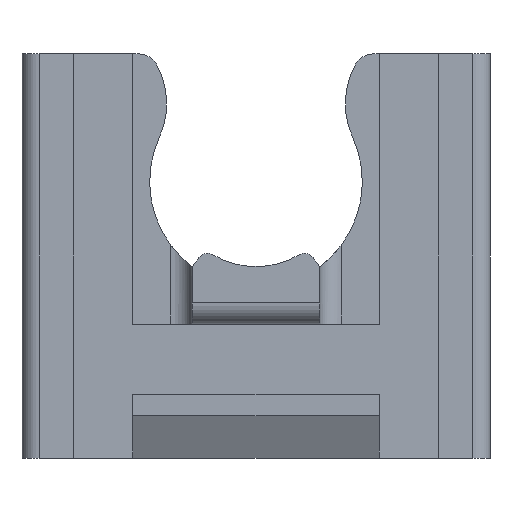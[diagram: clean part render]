
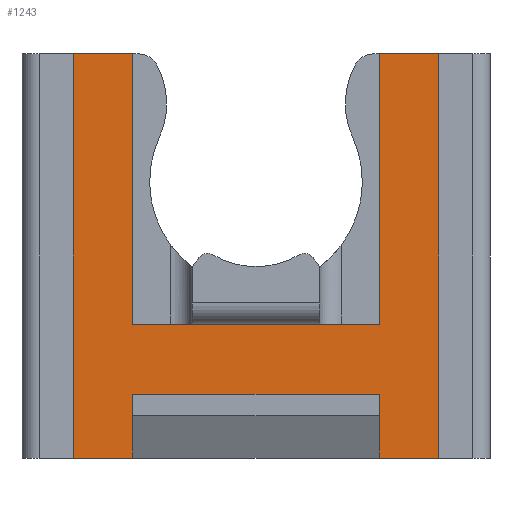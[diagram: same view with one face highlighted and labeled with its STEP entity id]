
A CAD part, front view. The second image highlights one B-rep face of the part: STEP entity #1243.
In plain terms, the highlighted planar face has unit normal (0, -1, 0).
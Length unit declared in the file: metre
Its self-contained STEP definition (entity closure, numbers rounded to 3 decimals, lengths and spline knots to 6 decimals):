
#48=LINE('',#1811,#188);
#71=LINE('',#1877,#211);
#99=LINE('',#1938,#239);
#101=LINE('',#1942,#241);
#109=LINE('',#1958,#249);
#110=LINE('',#1960,#250);
#114=LINE('',#1967,#254);
#116=LINE('',#1970,#256);
#117=LINE('',#1972,#257);
#119=LINE('',#1976,#259);
#122=LINE('',#1985,#262);
#123=LINE('',#1987,#263);
#188=VECTOR('',#1442,1.);
#211=VECTOR('',#1491,1.);
#239=VECTOR('',#1537,1.);
#241=VECTOR('',#1539,1.);
#249=VECTOR('',#1557,1.);
#250=VECTOR('',#1560,1.);
#254=VECTOR('',#1566,1.);
#256=VECTOR('',#1570,1.);
#257=VECTOR('',#1573,1.);
#259=VECTOR('',#1577,1.);
#262=VECTOR('',#1586,1.);
#263=VECTOR('',#1589,1.);
#461=ORIENTED_EDGE('',*,*,#739,.F.);
#462=ORIENTED_EDGE('',*,*,#781,.T.);
#463=ORIENTED_EDGE('',*,*,#771,.T.);
#464=ORIENTED_EDGE('',*,*,#782,.T.);
#465=ORIENTED_EDGE('',*,*,#786,.T.);
#466=ORIENTED_EDGE('',*,*,#788,.T.);
#467=ORIENTED_EDGE('',*,*,#769,.T.);
#468=ORIENTED_EDGE('',*,*,#789,.T.);
#469=ORIENTED_EDGE('',*,*,#706,.F.);
#470=ORIENTED_EDGE('',*,*,#791,.T.);
#471=ORIENTED_EDGE('',*,*,#796,.T.);
#472=ORIENTED_EDGE('',*,*,#797,.T.);
#706=EDGE_CURVE('',#891,#892,#48,.T.);
#739=EDGE_CURVE('',#921,#922,#71,.T.);
#769=EDGE_CURVE('',#946,#945,#99,.T.);
#771=EDGE_CURVE('',#948,#947,#101,.T.);
#781=EDGE_CURVE('',#921,#948,#109,.T.);
#782=EDGE_CURVE('',#947,#951,#110,.T.);
#786=EDGE_CURVE('',#951,#952,#114,.T.);
#788=EDGE_CURVE('',#952,#946,#116,.T.);
#789=EDGE_CURVE('',#945,#892,#117,.T.);
#791=EDGE_CURVE('',#891,#953,#119,.T.);
#796=EDGE_CURVE('',#953,#956,#122,.T.);
#797=EDGE_CURVE('',#956,#922,#123,.T.);
#891=VERTEX_POINT('',#1810);
#892=VERTEX_POINT('',#1812);
#921=VERTEX_POINT('',#1876);
#922=VERTEX_POINT('',#1878);
#945=VERTEX_POINT('',#1937);
#946=VERTEX_POINT('',#1939);
#947=VERTEX_POINT('',#1941);
#948=VERTEX_POINT('',#1943);
#951=VERTEX_POINT('',#1961);
#952=VERTEX_POINT('',#1966);
#953=VERTEX_POINT('',#1975);
#956=VERTEX_POINT('',#1984);
#1060=EDGE_LOOP('',(#461,#462,#463,#464,#465,#466,#467,#468,#469,#470,#471,
#472));
#1128=FACE_BOUND('',#1060,.T.);
#1196=PLANE('',#1346);
#1243=ADVANCED_FACE('',(#1128),#1196,.T.);
#1346=AXIS2_PLACEMENT_3D('',#1988,#1590,#1591);
#1442=DIRECTION('',(1.,0.,0.));
#1491=DIRECTION('',(1.,0.,0.));
#1537=DIRECTION('',(1.,0.,0.));
#1539=DIRECTION('',(1.,0.,0.));
#1557=DIRECTION('',(0.,0.,-1.));
#1560=DIRECTION('',(0.,0.,1.));
#1566=DIRECTION('',(1.,0.,0.));
#1570=DIRECTION('',(0.,0.,-1.));
#1573=DIRECTION('',(0.,0.,1.));
#1577=DIRECTION('',(0.,0.,-1.));
#1586=DIRECTION('',(-1.,0.,0.));
#1589=DIRECTION('',(0.,0.,1.));
#1590=DIRECTION('',(0.,-1.,0.));
#1591=DIRECTION('',(1.,0.,0.));
#1810=CARTESIAN_POINT('',(0.0229,-0.000525,0.0095));
#1811=CARTESIAN_POINT('',(0.02,-0.000525,0.0095));
#1812=CARTESIAN_POINT('',(0.0243,-0.000525,0.0095));
#1876=CARTESIAN_POINT('',(0.0157,-0.000525,0.0095));
#1877=CARTESIAN_POINT('',(0.02,-0.000525,0.0095));
#1878=CARTESIAN_POINT('',(0.0171,-0.000525,0.0095));
#1937=CARTESIAN_POINT('',(0.0243,-0.000525,0.));
#1938=CARTESIAN_POINT('',(0.02,-0.000525,0.));
#1939=CARTESIAN_POINT('',(0.0229,-0.000525,0.));
#1941=CARTESIAN_POINT('',(0.0171,-0.000525,0.));
#1942=CARTESIAN_POINT('',(0.02,-0.000525,0.));
#1943=CARTESIAN_POINT('',(0.0157,-0.000525,0.));
#1958=CARTESIAN_POINT('',(0.0157,-0.000525,0.00475));
#1960=CARTESIAN_POINT('',(0.0171,-0.000525,0.00075));
#1961=CARTESIAN_POINT('',(0.0171,-0.000525,0.0015));
#1966=CARTESIAN_POINT('',(0.0229,-0.000525,0.0015));
#1967=CARTESIAN_POINT('',(0.02,-0.000525,0.0015));
#1970=CARTESIAN_POINT('',(0.0229,-0.000525,0.00075));
#1972=CARTESIAN_POINT('',(0.0243,-0.000525,0.00475));
#1975=CARTESIAN_POINT('',(0.0229,-0.000525,0.00315));
#1976=CARTESIAN_POINT('',(0.0229,-0.000525,0.006325));
#1984=CARTESIAN_POINT('',(0.0171,-0.000525,0.00315));
#1985=CARTESIAN_POINT('',(0.02,-0.000525,0.00315));
#1987=CARTESIAN_POINT('',(0.0171,-0.000525,0.006325));
#1988=CARTESIAN_POINT('',(0.02,-0.000525,0.00475));
